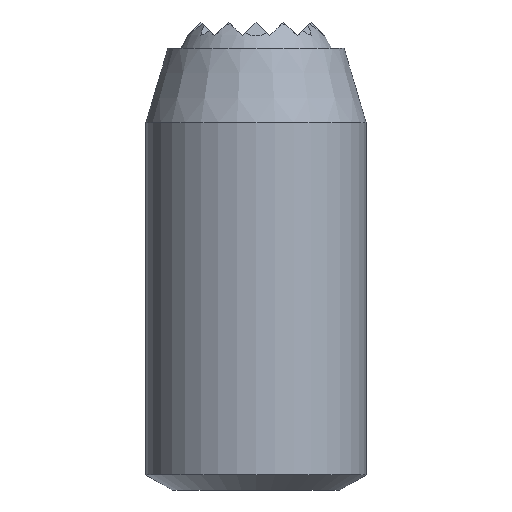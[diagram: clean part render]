
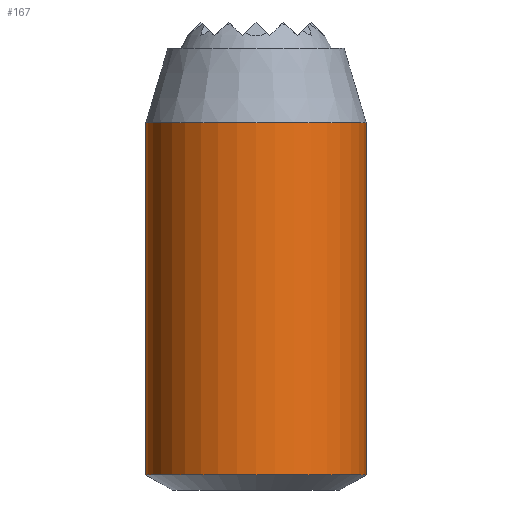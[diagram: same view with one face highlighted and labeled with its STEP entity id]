
A CAD part, front view. The second image highlights one B-rep face of the part: STEP entity #167.
In plain terms, the highlighted cylindrical face has radius 8 mm (diameter 16 mm), a full revolution.
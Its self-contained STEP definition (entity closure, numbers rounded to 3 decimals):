
#167 = ADVANCED_FACE( '', ( #410, #411 ), #412, .T. );
#410 = FACE_OUTER_BOUND( '', #733, .T. );
#411 = FACE_OUTER_BOUND( '', #734, .T. );
#412 = CYLINDRICAL_SURFACE( '', #735, 8. );
#733 = EDGE_LOOP( '', ( #1137 ) );
#734 = EDGE_LOOP( '', ( #1138 ) );
#735 = AXIS2_PLACEMENT_3D( '', #1139, #1140, #1141 );
#1137 = ORIENTED_EDGE( '', *, *, #1869, .T. );
#1138 = ORIENTED_EDGE( '', *, *, #1870, .T. );
#1139 = CARTESIAN_POINT( '', ( 0., 0., 32.08 ) );
#1140 = DIRECTION( '', ( 0., 0., 1. ) );
#1141 = DIRECTION( '', ( -1., 0., 0. ) );
#1869 = EDGE_CURVE( '', #2213, #2213, #2214, .T. );
#1870 = EDGE_CURVE( '', #2215, #2215, #2216, .F. );
#2213 = VERTEX_POINT( '', #2658 );
#2214 = CIRCLE( '', #2659, 8. );
#2215 = VERTEX_POINT( '', #2660 );
#2216 = CIRCLE( '', #2661, 8. );
#2658 = CARTESIAN_POINT( '', ( 8., 0., 1.1 ) );
#2659 = AXIS2_PLACEMENT_3D( '', #3077, #3078, #3079 );
#2660 = CARTESIAN_POINT( '', ( 8., 0., 26.68 ) );
#2661 = AXIS2_PLACEMENT_3D( '', #3080, #3081, #3082 );
#3077 = CARTESIAN_POINT( '', ( 0., 0., 1.1 ) );
#3078 = DIRECTION( '', ( 0., 0., 1. ) );
#3079 = DIRECTION( '', ( 1., 0., 0. ) );
#3080 = CARTESIAN_POINT( '', ( 0., 0., 26.68 ) );
#3081 = DIRECTION( '', ( 0., 0., 1. ) );
#3082 = DIRECTION( '', ( 1., 0., 0. ) );
